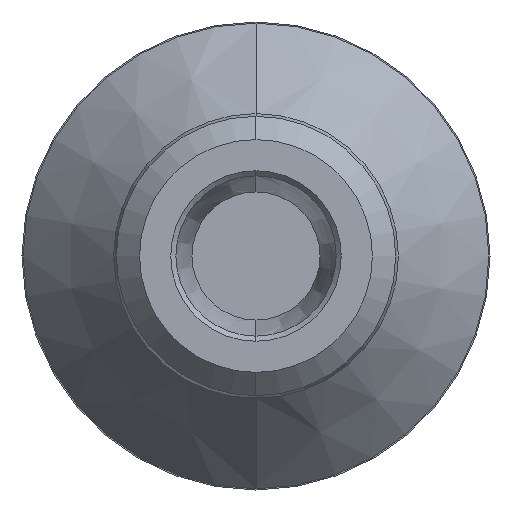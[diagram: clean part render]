
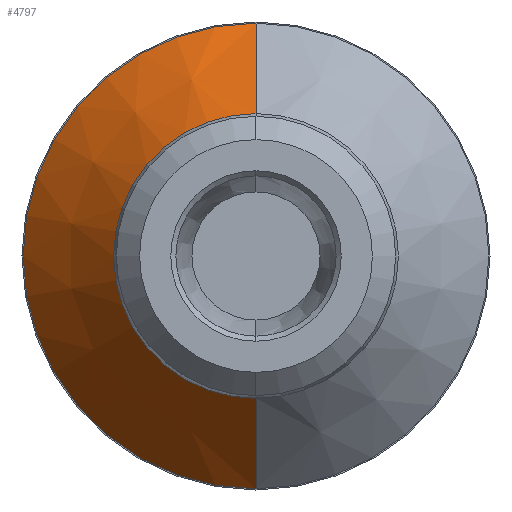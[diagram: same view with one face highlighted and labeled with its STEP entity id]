
A CAD part, left-side view. The second image highlights one B-rep face of the part: STEP entity #4797.
In plain terms, the highlighted conical face has half-angle 40 degrees and reference radius 6.117 mm.
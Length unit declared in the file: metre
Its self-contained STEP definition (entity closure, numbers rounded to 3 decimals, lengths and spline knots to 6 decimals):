
#52 = CARTESIAN_POINT ( 'NONE',  ( 0.021449, 0.01, 0. ) ) ;
#191 = CARTESIAN_POINT ( 'NONE',  ( 0.021449, 0., 0.01 ) ) ;
#199 = CARTESIAN_POINT ( 'NONE',  ( 0.016821, 0., 0.006117 ) ) ;
#230 = CARTESIAN_POINT ( 'NONE',  ( 0.016821, 0., -0.006117 ) ) ;
#262 = CARTESIAN_POINT ( 'NONE',  ( 0.021449, 0., -0.01 ) ) ;
#300 = AXIS2_PLACEMENT_3D ( 'NONE', #1170, #1163, #1177 ) ;
#337 = CIRCLE ( 'NONE', #300, 0.01 ) ;
#365 = CIRCLE ( 'NONE', #366, 0.006117 ) ;
#366 = AXIS2_PLACEMENT_3D ( 'NONE', #4069, #4039, #4038 ) ;
#421 = VECTOR ( 'NONE', #4171, 1. ) ;
#473 = CIRCLE ( 'NONE', #475, 0.01 ) ;
#474 = VECTOR ( 'NONE', #4084, 1. ) ;
#475 = AXIS2_PLACEMENT_3D ( 'NONE', #3417, #4091, #4169 ) ;
#550 = AXIS2_PLACEMENT_3D ( 'NONE', #6277, #6278, #6279 ) ;
#723 = CONICAL_SURFACE ( 'NONE', #550, 0.006117, 0.698 ) ;
#1163 = DIRECTION ( 'NONE',  ( 1., 0., 0. ) ) ;
#1170 = CARTESIAN_POINT ( 'NONE',  ( 0.021449, 0., 0. ) ) ;
#1177 = DIRECTION ( 'NONE',  ( 0., 0., -1. ) ) ;
#2544 = ORIENTED_EDGE ( 'NONE', *, *, #5010, .F. ) ;
#2545 = ORIENTED_EDGE ( 'NONE', *, *, #4974, .F. ) ;
#2546 = ORIENTED_EDGE ( 'NONE', *, *, #5012, .T. ) ;
#2547 = ORIENTED_EDGE ( 'NONE', *, *, #5011, .F. ) ;
#2548 = ORIENTED_EDGE ( 'NONE', *, *, #4988, .T. ) ;
#2861 = EDGE_LOOP ( 'NONE', ( #2548, #2546, #2547, #2545, #2544 ) ) ;
#3084 = FACE_OUTER_BOUND ( 'NONE', #2861, .T. ) ;
#3153 = LINE ( 'NONE', #4194, #421 ) ;
#3158 = LINE ( 'NONE', #4083, #474 ) ;
#3417 = CARTESIAN_POINT ( 'NONE',  ( 0.021449, 0., 0. ) ) ;
#4038 = DIRECTION ( 'NONE',  ( 0., 1., 0. ) ) ;
#4039 = DIRECTION ( 'NONE',  ( 1., 0., 0. ) ) ;
#4069 = CARTESIAN_POINT ( 'NONE',  ( 0.016821, 0., 0. ) ) ;
#4083 = CARTESIAN_POINT ( 'NONE',  ( 0.016821, 0., -0.006117 ) ) ;
#4084 = DIRECTION ( 'NONE',  ( 0.766, 0., -0.643 ) ) ;
#4091 = DIRECTION ( 'NONE',  ( 1., 0., 0. ) ) ;
#4169 = DIRECTION ( 'NONE',  ( 0., 0., -1. ) ) ;
#4171 = DIRECTION ( 'NONE',  ( 0.766, 0., 0.643 ) ) ;
#4194 = CARTESIAN_POINT ( 'NONE',  ( 0.016821, 0., 0.006117 ) ) ;
#4260 = VERTEX_POINT ( 'NONE', #52 ) ;
#4326 = VERTEX_POINT ( 'NONE', #262 ) ;
#4438 = VERTEX_POINT ( 'NONE', #191 ) ;
#4457 = VERTEX_POINT ( 'NONE', #199 ) ;
#4474 = VERTEX_POINT ( 'NONE', #230 ) ;
#4797 = ADVANCED_FACE ( 'NONE', ( #3084 ), #723, .T. ) ;
#4974 = EDGE_CURVE ( 'NONE', #4326, #4260, #337, .T. ) ;
#4988 = EDGE_CURVE ( 'NONE', #4474, #4457, #365, .T. ) ;
#5010 = EDGE_CURVE ( 'NONE', #4474, #4326, #3158, .T. ) ;
#5011 = EDGE_CURVE ( 'NONE', #4260, #4438, #473, .T. ) ;
#5012 = EDGE_CURVE ( 'NONE', #4457, #4438, #3153, .T. ) ;
#6277 = CARTESIAN_POINT ( 'NONE',  ( 0.016821, 0., 0. ) ) ;
#6278 = DIRECTION ( 'NONE',  ( 1., 0., 0. ) ) ;
#6279 = DIRECTION ( 'NONE',  ( 0., 0., -1. ) ) ;
